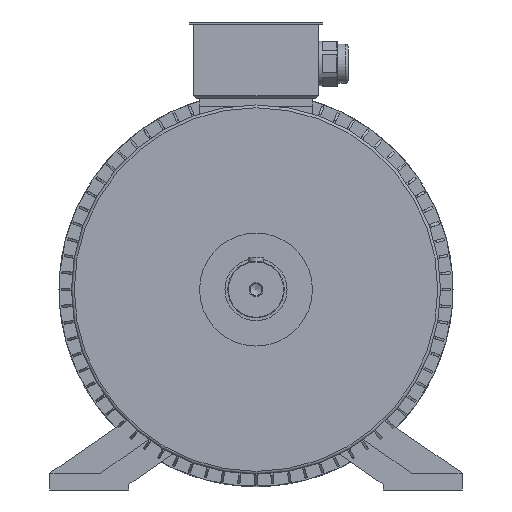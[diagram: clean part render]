
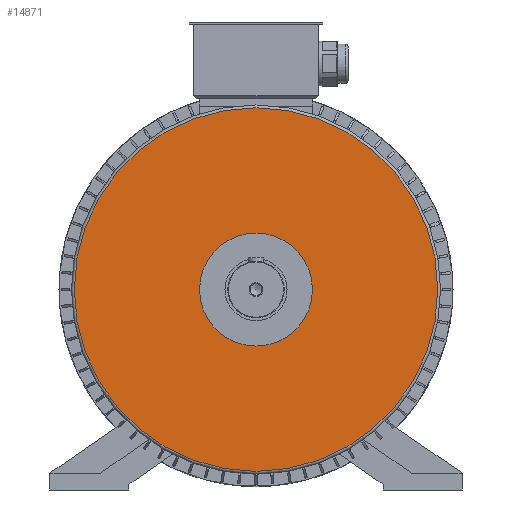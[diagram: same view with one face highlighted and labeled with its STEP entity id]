
A CAD part, front view. The second image highlights one B-rep face of the part: STEP entity #14871.
In plain terms, the highlighted planar face has unit normal (0, -1, 0).
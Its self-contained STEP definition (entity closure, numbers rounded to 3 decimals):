
#606=CIRCLE('',#15734,322.);
#607=CIRCLE('',#15735,100.);
#1670=ORIENTED_EDGE('',*,*,#4851,.T.);
#1671=ORIENTED_EDGE('',*,*,#4852,.T.);
#4851=EDGE_CURVE('',#6407,#6407,#606,.F.);
#4852=EDGE_CURVE('',#6408,#6408,#607,.T.);
#6407=VERTEX_POINT('',#21055);
#6408=VERTEX_POINT('',#21057);
#9089=EDGE_LOOP('',(#1670));
#9090=EDGE_LOOP('',(#1671));
#9721=FACE_BOUND('',#9089,.T.);
#9722=FACE_BOUND('',#9090,.T.);
#10328=PLANE('',#15733);
#14871=ADVANCED_FACE('',(#9721,#9722),#10328,.F.);
#15733=AXIS2_PLACEMENT_3D('',#21053,#17622,#17623);
#15734=AXIS2_PLACEMENT_3D('',#21054,#17624,#17625);
#15735=AXIS2_PLACEMENT_3D('',#21056,#17626,#17627);
#17622=DIRECTION('',(0.,1.,0.));
#17623=DIRECTION('',(0.,0.,1.));
#17624=DIRECTION('',(0.,1.,0.));
#17625=DIRECTION('',(0.,0.,1.));
#17626=DIRECTION('',(0.,1.,0.));
#17627=DIRECTION('',(1.,0.,0.));
#21053=CARTESIAN_POINT('',(0.,-60.,0.));
#21054=CARTESIAN_POINT('',(0.,-60.,0.));
#21055=CARTESIAN_POINT('',(0.,-60.,322.));
#21056=CARTESIAN_POINT('',(0.,-60.,0.));
#21057=CARTESIAN_POINT('',(100.,-60.,0.));
